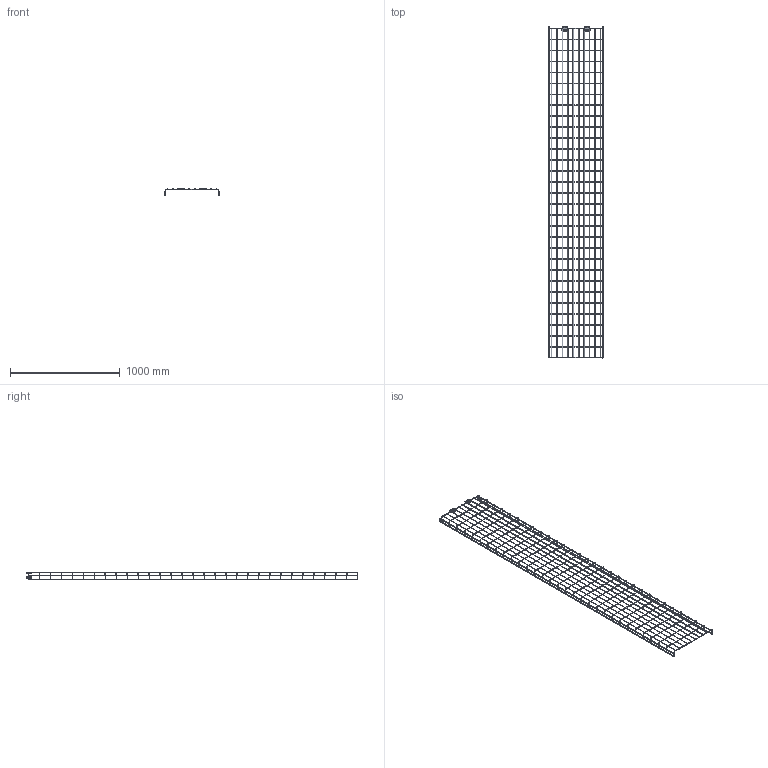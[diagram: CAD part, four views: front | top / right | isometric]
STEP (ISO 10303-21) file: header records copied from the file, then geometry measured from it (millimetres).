
FILE_DESCRIPTION((''),'2;1');
FILE_NAME('940150_ASM','2018-11-07T12:42:59',('tomasz.grudniewski'),(''),'CREO PARAMETRIC BY PTC INC, 2018260','CREO PARAMETRIC BY PTC INC, 2018260','');
FILE_SCHEMA(('CONFIG_CONTROL_DESIGN'));
Products named in the file (5): 940150; ZZLS1_1; ZZLS1_2_20140910; UZS1_1_5_20140716; 940150_ASM
Assembly tree (5 placements, depth 2):
  940150_ASM
    940150
    ZZLS1_1
    ZZLS1_2_20140910
    UZS1_1_5_20140716  x2
Bounding box: 500 x 3024.5 x 61.87 mm (x, y, z)
Volume: 1199151.7 mm3; surface area: 968871.9 mm2
Topology: 49 solids, 49 shells, 1564 faces, 3672 edges, 2264 vertices
Faces by surface type: plane 656, cylinder 338, extrusion 226, bspline 164, torus 124, cone 56
Entity records: 54244 total; most frequent: CARTESIAN_POINT 26531, ORIENTED_EDGE 5888, DIRECTION 5061, EDGE_CURVE 2944, VECTOR 1847, VERTEX_POINT 1784, LINE 1690, AXIS2_PLACEMENT_3D 1607
